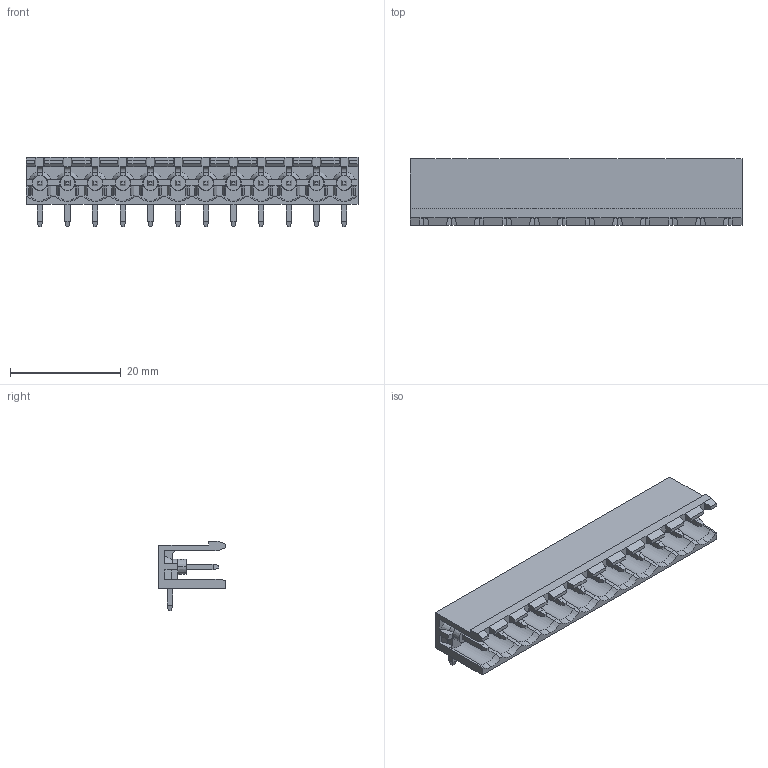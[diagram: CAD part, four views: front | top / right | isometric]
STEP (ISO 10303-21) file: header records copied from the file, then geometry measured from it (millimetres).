
FILE_DESCRIPTION(('FreeCAD Model'),'2;1');
FILE_NAME('Open CASCADE Shape Model','2024-11-18T14:04:32',(''),(''), 'Open CASCADE STEP processor 7.6','FreeCAD','Unknown');
FILE_SCHEMA(('AUTOMOTIVE_DESIGN { 1 0 10303 214 1 1 1 1 }'));
Length unit declared in the file: millimetre
Products named in the file (1): CUI_DEVICES_TBP04R1-500-12BE
Bounding box: 60 x 12 x 12.5 mm (x, y, z)
Volume: 2357.5 mm3; surface area: 4860.7 mm2
Topology: 1 solids, 1 shells, 859 faces, 2319 edges, 1474 vertices
Faces by surface type: plane 739, cone 72, cylinder 48
Entity records: 32651 total; most frequent: CARTESIAN_POINT 5169, ORIENTED_EDGE 4638, DIRECTION 4195, EDGE_CURVE 2319, LINE 1899, VECTOR 1899, VERTEX_POINT 1474, AXIS2_PLACEMENT_3D 1148
